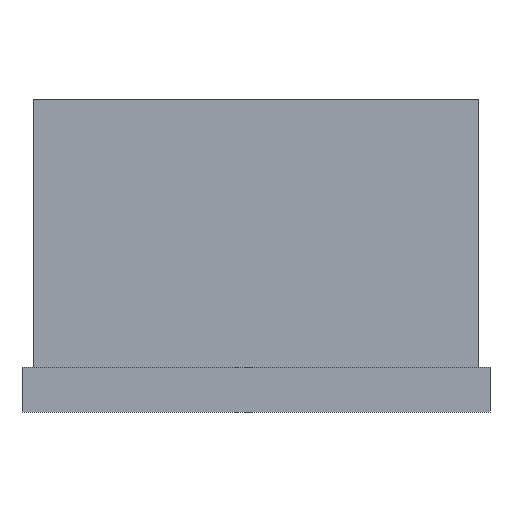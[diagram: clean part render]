
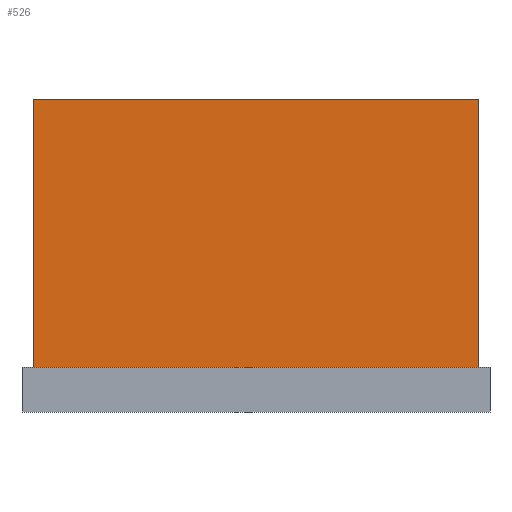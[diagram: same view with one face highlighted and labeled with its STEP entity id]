
A CAD part, front view. The second image highlights one B-rep face of the part: STEP entity #526.
In plain terms, the highlighted planar face has unit normal (0, -1, 0).
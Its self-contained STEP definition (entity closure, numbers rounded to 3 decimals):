
#307=CARTESIAN_POINT('POINT21',(6.786,-1.5,0.9));
#308=VERTEX_POINT('VERTEX21',#307);
#315=CARTESIAN_POINT('POINT22',(-2.214,-1.5,0.9));
#316=VERTEX_POINT('VERTEX22',#315);
#317=CARTESIAN_POINT('POS34',(-1.107,-1.5,0.9));
#318=DIRECTION('DIR53',(-1.,0.,0.));
#319=VECTOR('VEC15',#318,1.);
#320=LINE('STRAIGHT15',#317,#319);
#321=EDGE_CURVE('EDGE31',#316,#308,#320,.F.);
#431=CARTESIAN_POINT('POINT27',(-2.214,-1.5,6.3));
#432=VERTEX_POINT('VERTEX27',#431);
#433=CARTESIAN_POINT('POS47',(-2.214,-1.5,0.));
#434=DIRECTION('DIR73',(0.,0.,1.));
#435=VECTOR('VEC21',#434,1.);
#436=LINE('STRAIGHT21',#433,#435);
#437=EDGE_CURVE('EDGE41',#316,#432,#436,.T.);
#487=CARTESIAN_POINT('POINT30',(6.786,-1.5,6.3));
#488=VERTEX_POINT('VERTEX30',#487);
#495=CARTESIAN_POINT('POS55',(6.786,-1.5,0.));
#496=DIRECTION('DIR83',(0.,0.,1.));
#497=VECTOR('VEC27',#496,1.);
#498=LINE('STRAIGHT27',#495,#497);
#499=EDGE_CURVE('EDGE47',#308,#488,#498,.T.);
#510=ORIENTED_EDGE('COEDGE85',*,*,#499,.T.);
#511=CARTESIAN_POINT('POS57',(-1.107,-1.5,6.3));
#512=DIRECTION('DIR86',(1.,0.,0.));
#513=VECTOR('VEC28',#512,1.);
#514=LINE('STRAIGHT28',#511,#513);
#515=EDGE_CURVE('EDGE48',#432,#488,#514,.T.);
#516=ORIENTED_EDGE('COEDGE86',*,*,#515,.F.);
#517=ORIENTED_EDGE('COEDGE87',*,*,#437,.F.);
#518=ORIENTED_EDGE('COEDGE88',*,*,#321,.T.);
#519=EDGE_LOOP('NONE',(#510,#516,#517,#518));
#520=FACE_BOUND('LOOP1',#519,.T.);
#521=CARTESIAN_POINT('POS58',(-2.214,-1.5,0.));
#522=DIRECTION('DIR87',(0.,-1.,0.));
#523=DIRECTION('DIR88',(1.,0.,0.));
#524=AXIS2_PLACEMENT_3D('AXIS30',#521,#522,#523);
#525=PLANE('PLANE10',#524);
#526=ADVANCED_FACE('FACE22',(#520),#525,.T.);
